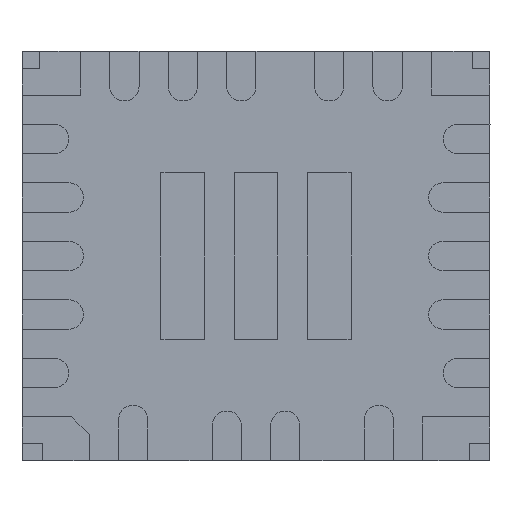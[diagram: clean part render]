
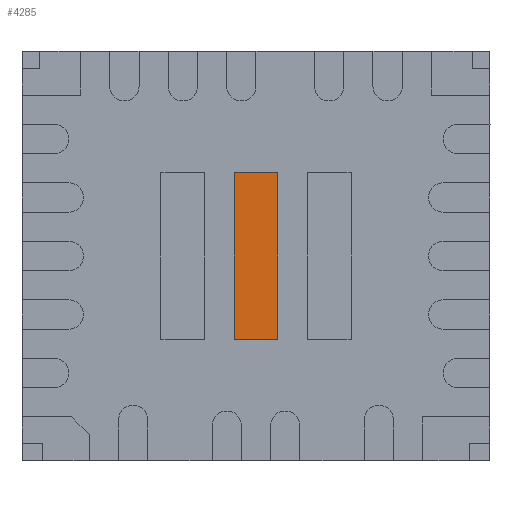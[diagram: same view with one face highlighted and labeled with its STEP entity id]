
A CAD part, front view. The second image highlights one B-rep face of the part: STEP entity #4285.
In plain terms, the highlighted planar face has unit normal (0, -1, 0).
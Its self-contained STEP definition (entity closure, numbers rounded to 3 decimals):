
#385 = EDGE_CURVE ( 'NONE', #8797, #1676, #9130, .T. ) ;
#551 = AXIS2_PLACEMENT_3D ( 'NONE', #4527, #4803, #3899 ) ;
#573 = EDGE_CURVE ( 'NONE', #4511, #3822, #8941, .T. ) ;
#1676 = VERTEX_POINT ( 'NONE', #8430 ) ;
#2005 = PLANE ( 'NONE',  #551 ) ;
#2226 = VECTOR ( 'NONE', #6244, 1000. ) ;
#3459 = ORIENTED_EDGE ( 'NONE', *, *, #385, .F. ) ;
#3604 = CARTESIAN_POINT ( 'NONE',  ( -0.188, 0., -0.712 ) ) ;
#3822 = VERTEX_POINT ( 'NONE', #6218 ) ;
#3899 = DIRECTION ( 'NONE',  ( 0., 0., 1. ) ) ;
#4009 = ORIENTED_EDGE ( 'NONE', *, *, #5017, .F. ) ;
#4015 = CARTESIAN_POINT ( 'NONE',  ( 0.187, 0., 0. ) ) ;
#4279 = CARTESIAN_POINT ( 'NONE',  ( 0.187, 0., 0.713 ) ) ;
#4283 = EDGE_LOOP ( 'NONE', ( #4009, #3459, #5789, #4980 ) ) ;
#4285 = ADVANCED_FACE ( 'NONE', ( #8812 ), #2005, .F. ) ;
#4384 = EDGE_CURVE ( 'NONE', #3822, #8797, #7686, .T. ) ;
#4511 = VERTEX_POINT ( 'NONE', #4279 ) ;
#4527 = CARTESIAN_POINT ( 'NONE',  ( 0., 0., 0. ) ) ;
#4803 = DIRECTION ( 'NONE',  ( 0., 1., 0. ) ) ;
#4816 = CARTESIAN_POINT ( 'NONE',  ( -0.188, 0., 0. ) ) ;
#4980 = ORIENTED_EDGE ( 'NONE', *, *, #573, .F. ) ;
#4983 = DIRECTION ( 'NONE',  ( -1., 0., 0. ) ) ;
#5017 = EDGE_CURVE ( 'NONE', #1676, #4511, #6457, .T. ) ;
#5140 = CARTESIAN_POINT ( 'NONE',  ( 0., 0., 0.713 ) ) ;
#5789 = ORIENTED_EDGE ( 'NONE', *, *, #4384, .F. ) ;
#5819 = VECTOR ( 'NONE', #4983, 1000. ) ;
#5879 = DIRECTION ( 'NONE',  ( 1., 0., 0. ) ) ;
#6218 = CARTESIAN_POINT ( 'NONE',  ( 0.187, 0., -0.712 ) ) ;
#6244 = DIRECTION ( 'NONE',  ( 0., 0., 1. ) ) ;
#6457 = LINE ( 'NONE', #5140, #6887 ) ;
#6887 = VECTOR ( 'NONE', #5879, 1000. ) ;
#7103 = VECTOR ( 'NONE', #7461, 1000. ) ;
#7461 = DIRECTION ( 'NONE',  ( 0., 0., -1. ) ) ;
#7686 = LINE ( 'NONE', #7733, #5819 ) ;
#7733 = CARTESIAN_POINT ( 'NONE',  ( 0., 0., -0.712 ) ) ;
#8430 = CARTESIAN_POINT ( 'NONE',  ( -0.188, 0., 0.713 ) ) ;
#8797 = VERTEX_POINT ( 'NONE', #3604 ) ;
#8812 = FACE_OUTER_BOUND ( 'NONE', #4283, .T. ) ;
#8941 = LINE ( 'NONE', #4015, #7103 ) ;
#9130 = LINE ( 'NONE', #4816, #2226 ) ;
